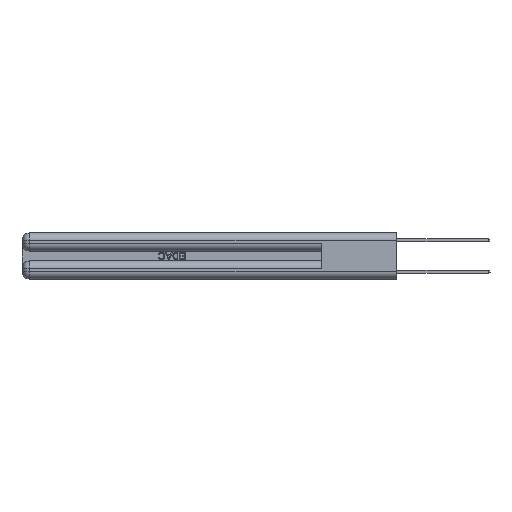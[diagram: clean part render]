
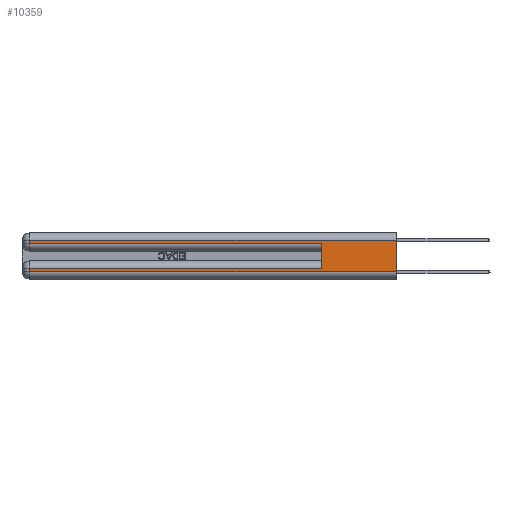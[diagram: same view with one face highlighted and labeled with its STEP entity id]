
A CAD part, left-side view. The second image highlights one B-rep face of the part: STEP entity #10359.
In plain terms, the highlighted planar face has unit normal (-1, 0, 0).
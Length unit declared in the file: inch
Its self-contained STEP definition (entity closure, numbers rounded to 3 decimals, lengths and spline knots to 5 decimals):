
#890 = CARTESIAN_POINT ( 'NONE',  ( 0., 2.94, 0.285 ) ) ;
#1036 = EDGE_CURVE ( 'NONE', #9952, #16108, #10215, .T. ) ;
#1084 = VERTEX_POINT ( 'NONE', #9312 ) ;
#1371 = DIRECTION ( 'NONE',  ( 0., 1., 0. ) ) ;
#1919 = ORIENTED_EDGE ( 'NONE', *, *, #31155, .F. ) ;
#3675 = DIRECTION ( 'NONE',  ( 0., 0., 1. ) ) ;
#3858 = LINE ( 'NONE', #20628, #29562 ) ;
#4223 = VECTOR ( 'NONE', #4964, 39.37008 ) ;
#4676 = EDGE_CURVE ( 'NONE', #9952, #16588, #7911, .T. ) ;
#4964 = DIRECTION ( 'NONE',  ( 0., 0., -1. ) ) ;
#5512 = CARTESIAN_POINT ( 'NONE',  ( 0., 0., 0.285 ) ) ;
#5637 = ORIENTED_EDGE ( 'NONE', *, *, #1036, .T. ) ;
#7727 = DIRECTION ( 'NONE',  ( 0., 0., -1. ) ) ;
#7851 = LINE ( 'NONE', #13316, #31929 ) ;
#7911 = LINE ( 'NONE', #22064, #8666 ) ;
#8518 = PLANE ( 'NONE',  #17608 ) ;
#8666 = VECTOR ( 'NONE', #7727, 39.37008 ) ;
#9088 = LINE ( 'NONE', #32629, #11463 ) ;
#9312 = CARTESIAN_POINT ( 'NONE',  ( 0., 2.94, 0.085 ) ) ;
#9355 = EDGE_LOOP ( 'NONE', ( #16960, #5637, #25415, #25830, #1919, #17562, #36067, #19610 ) ) ;
#9952 = VERTEX_POINT ( 'NONE', #13697 ) ;
#10215 = LINE ( 'NONE', #33205, #25025 ) ;
#10315 = VERTEX_POINT ( 'NONE', #15178 ) ;
#10359 = ADVANCED_FACE ( 'NONE', ( #36769 ), #8518, .F. ) ;
#10843 = DIRECTION ( 'NONE',  ( 0., 1., 0. ) ) ;
#11147 = CARTESIAN_POINT ( 'NONE',  ( 0., 0., 0.37 ) ) ;
#11337 = CARTESIAN_POINT ( 'NONE',  ( 0., 2.94, 0.06 ) ) ;
#11463 = VECTOR ( 'NONE', #31879, 39.37008 ) ;
#12169 = EDGE_CURVE ( 'NONE', #16108, #33608, #19081, .T. ) ;
#13316 = CARTESIAN_POINT ( 'NONE',  ( 0., 0., 0.085 ) ) ;
#13697 = CARTESIAN_POINT ( 'NONE',  ( 0., 0., 0.31 ) ) ;
#13788 = DIRECTION ( 'NONE',  ( 0., 0., -1. ) ) ;
#15178 = CARTESIAN_POINT ( 'NONE',  ( 0., 0.6, 0.085 ) ) ;
#15346 = LINE ( 'NONE', #24032, #16321 ) ;
#16108 = VERTEX_POINT ( 'NONE', #25435 ) ;
#16321 = VECTOR ( 'NONE', #3675, 39.37008 ) ;
#16587 = EDGE_CURVE ( 'NONE', #10315, #1084, #7851, .T. ) ;
#16588 = VERTEX_POINT ( 'NONE', #21631 ) ;
#16960 = ORIENTED_EDGE ( 'NONE', *, *, #4676, .F. ) ;
#16978 = DIRECTION ( 'NONE',  ( 0., -1., 0. ) ) ;
#17326 = EDGE_CURVE ( 'NONE', #1084, #29701, #9088, .T. ) ;
#17562 = ORIENTED_EDGE ( 'NONE', *, *, #16587, .T. ) ;
#17608 = AXIS2_PLACEMENT_3D ( 'NONE', #11147, #19820, #13788 ) ;
#18132 = VERTEX_POINT ( 'NONE', #34257 ) ;
#19081 = LINE ( 'NONE', #30769, #4223 ) ;
#19610 = ORIENTED_EDGE ( 'NONE', *, *, #31149, .T. ) ;
#19820 = DIRECTION ( 'NONE',  ( 1., 0., 0. ) ) ;
#20628 = CARTESIAN_POINT ( 'NONE',  ( 0., 0., 0.06 ) ) ;
#21631 = CARTESIAN_POINT ( 'NONE',  ( 0., 0., 0.06 ) ) ;
#22064 = CARTESIAN_POINT ( 'NONE',  ( 0., 0., 0.37 ) ) ;
#24032 = CARTESIAN_POINT ( 'NONE',  ( 0., 0.6, 0.145 ) ) ;
#24201 = EDGE_CURVE ( 'NONE', #33608, #18132, #34127, .T. ) ;
#25025 = VECTOR ( 'NONE', #1371, 39.37008 ) ;
#25415 = ORIENTED_EDGE ( 'NONE', *, *, #12169, .T. ) ;
#25435 = CARTESIAN_POINT ( 'NONE',  ( 0., 2.94, 0.31 ) ) ;
#25830 = ORIENTED_EDGE ( 'NONE', *, *, #24201, .T. ) ;
#27226 = DIRECTION ( 'NONE',  ( 0., -1., 0. ) ) ;
#29562 = VECTOR ( 'NONE', #27226, 39.37008 ) ;
#29701 = VERTEX_POINT ( 'NONE', #11337 ) ;
#30769 = CARTESIAN_POINT ( 'NONE',  ( 0., 2.94, 0.37 ) ) ;
#31149 = EDGE_CURVE ( 'NONE', #29701, #16588, #3858, .T. ) ;
#31155 = EDGE_CURVE ( 'NONE', #10315, #18132, #15346, .T. ) ;
#31879 = DIRECTION ( 'NONE',  ( 0., 0., -1. ) ) ;
#31929 = VECTOR ( 'NONE', #10843, 39.37008 ) ;
#32326 = VECTOR ( 'NONE', #16978, 39.37008 ) ;
#32629 = CARTESIAN_POINT ( 'NONE',  ( 0., 2.94, 0.37 ) ) ;
#33205 = CARTESIAN_POINT ( 'NONE',  ( 0., 0., 0.31 ) ) ;
#33608 = VERTEX_POINT ( 'NONE', #890 ) ;
#34127 = LINE ( 'NONE', #5512, #32326 ) ;
#34257 = CARTESIAN_POINT ( 'NONE',  ( 0., 0.6, 0.285 ) ) ;
#36067 = ORIENTED_EDGE ( 'NONE', *, *, #17326, .T. ) ;
#36769 = FACE_OUTER_BOUND ( 'NONE', #9355, .T. ) ;
